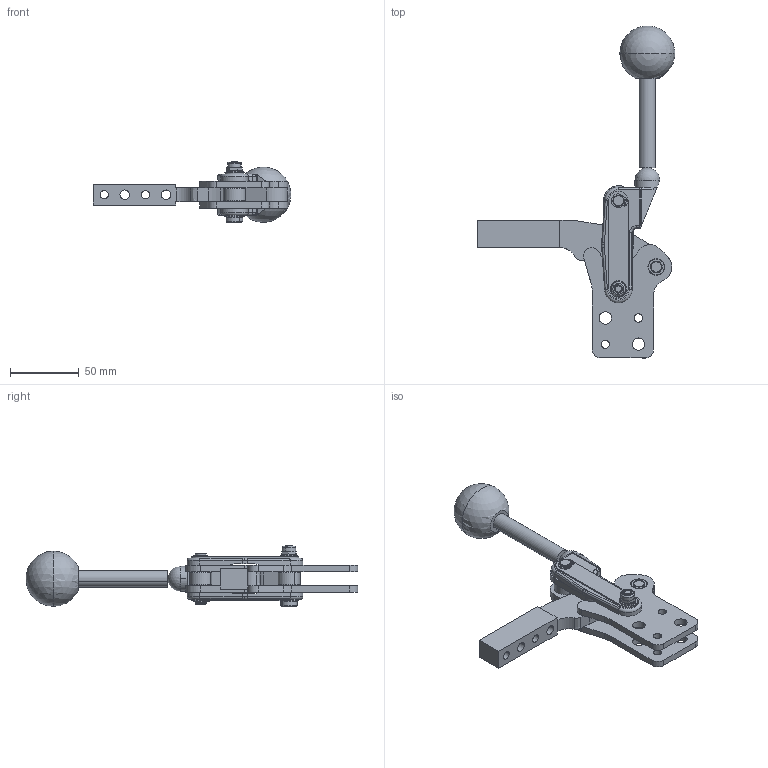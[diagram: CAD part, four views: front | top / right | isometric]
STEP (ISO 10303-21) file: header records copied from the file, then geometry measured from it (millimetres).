
FILE_DESCRIPTION((''),'2;1');
FILE_NAME('633.stp','2005-09-01T12:21:11',('CAD'),(''),'Autodesk Inventor 8','Autodesk Inventor 8','');
FILE_SCHEMA(('AUTOMOTIVE_DESIGN { 1 0 10303 214 1 1 1 1 }'));
Length unit declared in the file: millimetre
Products named in the file (1): Part7
Bounding box: 143.49 x 240.85 x 44 mm (x, y, z)
Volume: 154955 mm3; surface area: 50572.5 mm2
Topology: 2 solids, 14 shells, 2276 faces, 6461 edges, 4192 vertices
Faces by surface type: plane 1426, cylinder 562, bspline 149, cone 120, torus 12, sphere 7
Entity records: 74447 total; most frequent: CARTESIAN_POINT 18947, ORIENTED_EDGE 12890, DIRECTION 10971, EDGE_CURVE 6445, VERTEX_POINT 4188, AXIS2_PLACEMENT_3D 4035, VECTOR 2901, LINE 2901
